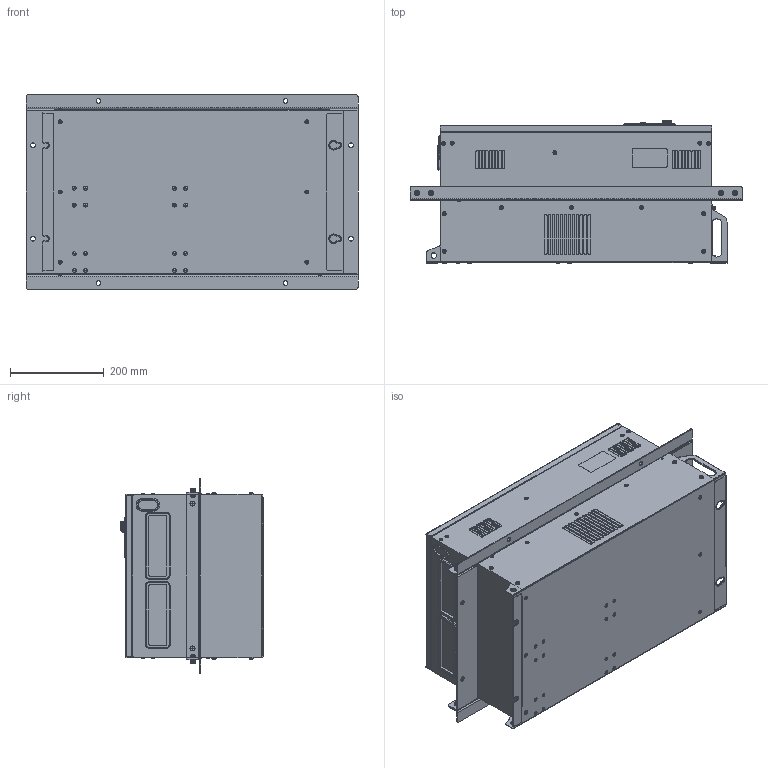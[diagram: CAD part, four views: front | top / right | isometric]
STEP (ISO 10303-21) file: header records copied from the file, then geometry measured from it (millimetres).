
FILE_DESCRIPTION (( 'STEP AP214' ), '1' );
FILE_NAME ('FC-431-F_1.STEP', '2025-05-20T13:35:10', ( '' ), ( '' ), 'SwSTEP 2.0', 'SolidWorks 2022', '' );
FILE_SCHEMA (( 'AUTOMOTIVE_DESIGN' ));
Length unit declared in the file: millimetre
Products named in the file (1): FC-431-F_1
Bounding box: 710 x 305.54 x 415 mm (x, y, z)
Volume: 57203173.7 mm3; surface area: 2247132.7 mm2
Topology: 1 solids, 42 shells, 4710 faces, 11845 edges, 7525 vertices
Faces by surface type: plane 2404, cylinder 1392, cone 268, sphere 234, torus 207, bspline 205
Entity records: 205089 total; most frequent: CARTESIAN_POINT 41312, DIRECTION 24017, ORIENTED_EDGE 23684, EDGE_CURVE 11842, AXIS2_PLACEMENT_3D 8682, VERTEX_POINT 7525, VECTOR 6653, LINE 6653
